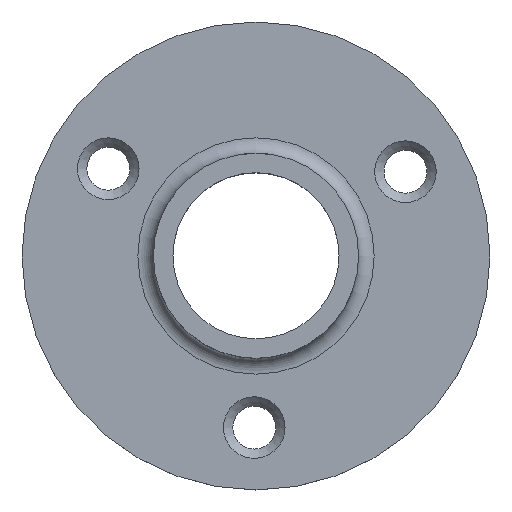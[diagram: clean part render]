
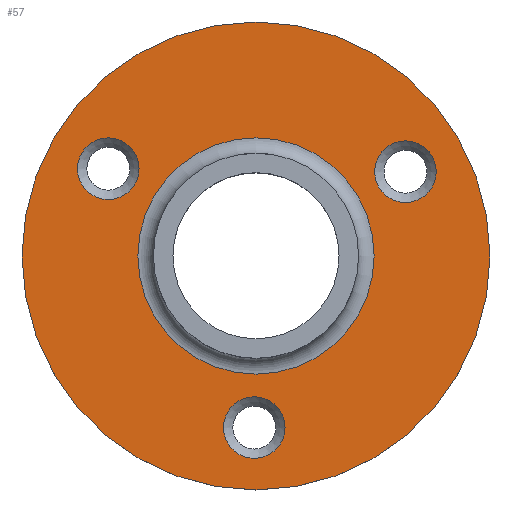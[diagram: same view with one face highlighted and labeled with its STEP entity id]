
A CAD part, top view. The second image highlights one B-rep face of the part: STEP entity #57.
In plain terms, the highlighted planar face has unit normal (0, 0, 1).
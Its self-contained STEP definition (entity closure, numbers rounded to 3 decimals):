
#47=PLANE('',#253);
#57=ADVANCED_FACE('',(#88,#89,#90,#91,#92),#47,.T.);
#88=FACE_BOUND('',#124,.T.);
#89=FACE_BOUND('',#125,.T.);
#90=FACE_BOUND('',#126,.T.);
#91=FACE_BOUND('',#127,.T.);
#92=FACE_BOUND('',#128,.T.);
#124=EDGE_LOOP('',(#160));
#125=EDGE_LOOP('',(#161));
#126=EDGE_LOOP('',(#162));
#127=EDGE_LOOP('',(#163));
#128=EDGE_LOOP('',(#164));
#160=ORIENTED_EDGE('',*,*,#209,.T.);
#161=ORIENTED_EDGE('',*,*,#210,.T.);
#162=ORIENTED_EDGE('',*,*,#211,.T.);
#163=ORIENTED_EDGE('',*,*,#212,.T.);
#164=ORIENTED_EDGE('',*,*,#206,.T.);
#188=VERTEX_POINT('',#383);
#191=VERTEX_POINT('',#392);
#192=VERTEX_POINT('',#394);
#193=VERTEX_POINT('',#396);
#194=VERTEX_POINT('',#398);
#206=EDGE_CURVE('',#188,#188,#223,.T.);
#209=EDGE_CURVE('',#191,#191,#226,.T.);
#210=EDGE_CURVE('',#192,#192,#227,.T.);
#211=EDGE_CURVE('',#193,#193,#228,.T.);
#212=EDGE_CURVE('',#194,#194,#229,.T.);
#223=CIRCLE('',#243,30.);
#226=CIRCLE('',#249,15.15);
#227=CIRCLE('',#250,3.95);
#228=CIRCLE('',#251,3.95);
#229=CIRCLE('',#252,3.95);
#243=AXIS2_PLACEMENT_3D('',#382,#285,#286);
#249=AXIS2_PLACEMENT_3D('',#391,#297,#298);
#250=AXIS2_PLACEMENT_3D('',#393,#299,#300);
#251=AXIS2_PLACEMENT_3D('',#395,#301,#302);
#252=AXIS2_PLACEMENT_3D('',#397,#303,#304);
#253=AXIS2_PLACEMENT_3D('',#399,#305,#306);
#285=DIRECTION('',(0.,0.,1.));
#286=DIRECTION('',(1.,0.,0.));
#297=DIRECTION('',(0.,0.,-1.));
#298=DIRECTION('',(1.,0.,0.));
#299=DIRECTION('',(0.,0.,-1.));
#300=DIRECTION('',(1.,0.,0.));
#301=DIRECTION('',(0.,0.,-1.));
#302=DIRECTION('',(1.,0.,0.));
#303=DIRECTION('',(0.,0.,-1.));
#304=DIRECTION('',(1.,0.,0.));
#305=DIRECTION('',(0.,0.,1.));
#306=DIRECTION('',(1.,0.,0.));
#382=CARTESIAN_POINT('',(0.,0.,0.));
#383=CARTESIAN_POINT('',(30.,0.,0.));
#391=CARTESIAN_POINT('',(0.,0.,0.));
#392=CARTESIAN_POINT('',(15.15,0.,0.));
#393=CARTESIAN_POINT('',(19.162,10.808,0.));
#394=CARTESIAN_POINT('',(23.112,10.808,0.));
#395=CARTESIAN_POINT('',(-0.221,-21.999,0.));
#396=CARTESIAN_POINT('',(3.729,-21.999,0.));
#397=CARTESIAN_POINT('',(-18.941,11.191,0.));
#398=CARTESIAN_POINT('',(-14.991,11.191,0.));
#399=CARTESIAN_POINT('',(-6.314,3.73,0.));
